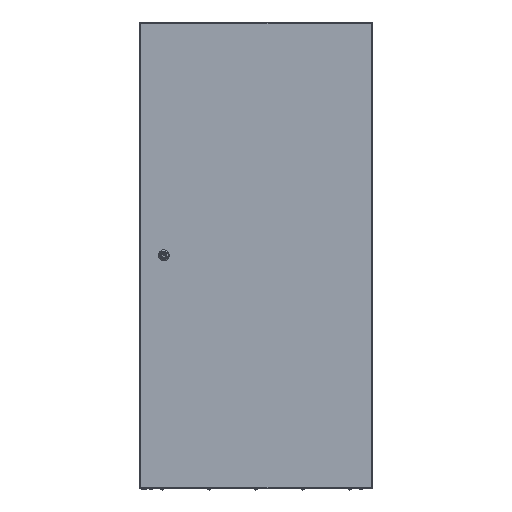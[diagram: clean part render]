
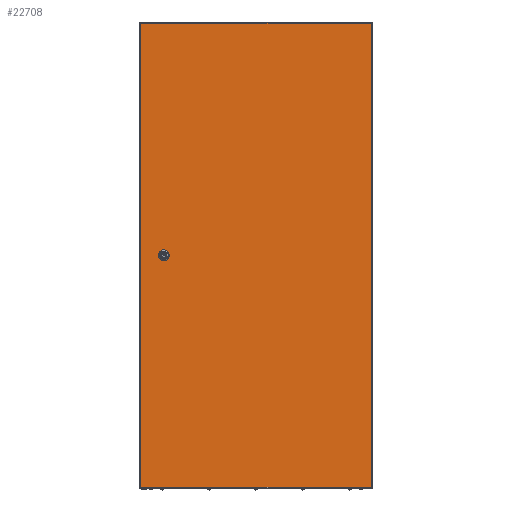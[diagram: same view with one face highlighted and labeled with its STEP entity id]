
A CAD part, top view. The second image highlights one B-rep face of the part: STEP entity #22708.
In plain terms, the highlighted planar face has unit normal (0, 0, 1).
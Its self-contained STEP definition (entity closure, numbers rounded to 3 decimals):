
#234 = VERTEX_POINT ( 'NONE', #84063 ) ;
#1430 = ORIENTED_EDGE ( 'NONE', *, *, #7387, .F. ) ;
#1628 = EDGE_LOOP ( 'NONE', ( #55258, #72940, #72972, #48972 ) ) ;
#2378 = DIRECTION ( 'NONE',  ( 0., -1., 0. ) ) ;
#2863 = ORIENTED_EDGE ( 'NONE', *, *, #59373, .F. ) ;
#3330 = VECTOR ( 'NONE', #26605, 1000. ) ;
#5673 = CARTESIAN_POINT ( 'NONE',  ( 2.87, 3., 17. ) ) ;
#7387 = EDGE_CURVE ( 'NONE', #46046, #25436, #65010, .T. ) ;
#7797 = VERTEX_POINT ( 'NONE', #84278 ) ;
#8102 = EDGE_CURVE ( 'NONE', #39055, #41051, #28876, .T. ) ;
#8931 = CARTESIAN_POINT ( 'NONE',  ( 52.82, 594.944, 17. ) ) ;
#11244 = DIRECTION ( 'NONE',  ( 0., 0., 1. ) ) ;
#11374 = DIRECTION ( 'NONE',  ( 1., 0., 0. ) ) ;
#11391 = DIRECTION ( 'NONE',  ( 0., 0., 1. ) ) ;
#12000 = DIRECTION ( 'NONE',  ( 0., 1., 0. ) ) ;
#12550 = CARTESIAN_POINT ( 'NONE',  ( 596.87, 3., 17. ) ) ;
#13068 = CARTESIAN_POINT ( 'NONE',  ( 72.92, 605.056, 17. ) ) ;
#14565 = DIRECTION ( 'NONE',  ( 0., 0., 1. ) ) ;
#14629 = CARTESIAN_POINT ( 'NONE',  ( 67.926, 589.95, 17. ) ) ;
#14851 = CARTESIAN_POINT ( 'NONE',  ( 596.87, 1197., 17. ) ) ;
#15281 = CARTESIAN_POINT ( 'NONE',  ( 52.82, 594.944, 17. ) ) ;
#15418 = VECTOR ( 'NONE', #40592, 1000. ) ;
#15685 = VECTOR ( 'NONE', #75670, 1000. ) ;
#17630 = CIRCLE ( 'NONE', #21767, 11.25 ) ;
#17889 = PLANE ( 'NONE',  #74183 ) ;
#19463 = EDGE_CURVE ( 'NONE', #7797, #46046, #84286, .T. ) ;
#20641 = DIRECTION ( 'NONE',  ( 0., 0., 1. ) ) ;
#21767 = AXIS2_PLACEMENT_3D ( 'NONE', #80389, #14565, #46405 ) ;
#22708 = ADVANCED_FACE ( 'NONE', ( #26543, #53164 ), #17889, .T. ) ;
#22970 = VERTEX_POINT ( 'NONE', #71414 ) ;
#23813 = EDGE_LOOP ( 'NONE', ( #1430, #62013, #43921, #41619, #57997, #2863, #75529, #42134 ) ) ;
#24561 = DIRECTION ( 'NONE',  ( 0., 0., 1. ) ) ;
#24578 = AXIS2_PLACEMENT_3D ( 'NONE', #30805, #11244, #83126 ) ;
#25436 = VERTEX_POINT ( 'NONE', #60804 ) ;
#26543 = FACE_BOUND ( 'NONE', #23813, .T. ) ;
#26605 = DIRECTION ( 'NONE',  ( -1., 0., 0. ) ) ;
#27622 = LINE ( 'NONE', #8931, #63055 ) ;
#28071 = DIRECTION ( 'NONE',  ( -1., 0., 0. ) ) ;
#28238 = EDGE_CURVE ( 'NONE', #32039, #30328, #68053, .T. ) ;
#28559 = VERTEX_POINT ( 'NONE', #56554 ) ;
#28876 = CIRCLE ( 'NONE', #51179, 11.25 ) ;
#30155 = AXIS2_PLACEMENT_3D ( 'NONE', #37645, #24561, #43365 ) ;
#30328 = VERTEX_POINT ( 'NONE', #73357 ) ;
#30805 = CARTESIAN_POINT ( 'NONE',  ( 62.87, 600., 17. ) ) ;
#32039 = VERTEX_POINT ( 'NONE', #12550 ) ;
#35752 = DIRECTION ( 'NONE',  ( 1., 0., 0. ) ) ;
#36751 = CARTESIAN_POINT ( 'NONE',  ( 57.814, 589.95, 17. ) ) ;
#37645 = CARTESIAN_POINT ( 'NONE',  ( 62.87, 600., 17. ) ) ;
#37737 = LINE ( 'NONE', #46884, #61317 ) ;
#37917 = DIRECTION ( 'NONE',  ( 1., 0., 0. ) ) ;
#39055 = VERTEX_POINT ( 'NONE', #15281 ) ;
#40592 = DIRECTION ( 'NONE',  ( 0., 1., 0. ) ) ;
#41051 = VERTEX_POINT ( 'NONE', #36751 ) ;
#41146 = DIRECTION ( 'NONE',  ( 1., 0., 0. ) ) ;
#41619 = ORIENTED_EDGE ( 'NONE', *, *, #45914, .F. ) ;
#42134 = ORIENTED_EDGE ( 'NONE', *, *, #75882, .F. ) ;
#42316 = LINE ( 'NONE', #55837, #68487 ) ;
#43365 = DIRECTION ( 'NONE',  ( 1., 0., 0. ) ) ;
#43921 = ORIENTED_EDGE ( 'NONE', *, *, #53603, .F. ) ;
#45811 = LINE ( 'NONE', #79790, #3330 ) ;
#45914 = EDGE_CURVE ( 'NONE', #41051, #73968, #42316, .T. ) ;
#46046 = VERTEX_POINT ( 'NONE', #13068 ) ;
#46405 = DIRECTION ( 'NONE',  ( 1., 0., 0. ) ) ;
#46884 = CARTESIAN_POINT ( 'NONE',  ( 2.87, 1197., 17. ) ) ;
#47544 = VECTOR ( 'NONE', #12000, 1000. ) ;
#48972 = ORIENTED_EDGE ( 'NONE', *, *, #56429, .T. ) ;
#51017 = CIRCLE ( 'NONE', #30155, 11.25 ) ;
#51179 = AXIS2_PLACEMENT_3D ( 'NONE', #53783, #20641, #41146 ) ;
#52928 = CARTESIAN_POINT ( 'NONE',  ( 72.92, 594.944, 17. ) ) ;
#53164 = FACE_OUTER_BOUND ( 'NONE', #1628, .T. ) ;
#53603 = EDGE_CURVE ( 'NONE', #73968, #7797, #17630, .T. ) ;
#53783 = CARTESIAN_POINT ( 'NONE',  ( 62.87, 600., 17. ) ) ;
#55258 = ORIENTED_EDGE ( 'NONE', *, *, #74077, .T. ) ;
#55837 = CARTESIAN_POINT ( 'NONE',  ( 67.926, 589.95, 17. ) ) ;
#56429 = EDGE_CURVE ( 'NONE', #30328, #234, #37737, .T. ) ;
#56554 = CARTESIAN_POINT ( 'NONE',  ( 52.82, 605.056, 17. ) ) ;
#56861 = CARTESIAN_POINT ( 'NONE',  ( 2.87, 1197., 17. ) ) ;
#57997 = ORIENTED_EDGE ( 'NONE', *, *, #8102, .F. ) ;
#59373 = EDGE_CURVE ( 'NONE', #28559, #39055, #27622, .T. ) ;
#59557 = VERTEX_POINT ( 'NONE', #69525 ) ;
#60804 = CARTESIAN_POINT ( 'NONE',  ( 67.926, 610.05, 17. ) ) ;
#61317 = VECTOR ( 'NONE', #28071, 1000. ) ;
#62013 = ORIENTED_EDGE ( 'NONE', *, *, #19463, .F. ) ;
#62146 = LINE ( 'NONE', #56861, #15685 ) ;
#63055 = VECTOR ( 'NONE', #2378, 1000. ) ;
#63274 = EDGE_CURVE ( 'NONE', #22970, #28559, #51017, .T. ) ;
#65010 = CIRCLE ( 'NONE', #24578, 11.25 ) ;
#68053 = LINE ( 'NONE', #14851, #15418 ) ;
#68487 = VECTOR ( 'NONE', #35752, 1000. ) ;
#69525 = CARTESIAN_POINT ( 'NONE',  ( 2.87, 3., 17. ) ) ;
#71083 = LINE ( 'NONE', #5673, #84019 ) ;
#71098 = CARTESIAN_POINT ( 'NONE',  ( 0., 0., 17. ) ) ;
#71414 = CARTESIAN_POINT ( 'NONE',  ( 57.814, 610.05, 17. ) ) ;
#72940 = ORIENTED_EDGE ( 'NONE', *, *, #84236, .T. ) ;
#72972 = ORIENTED_EDGE ( 'NONE', *, *, #28238, .T. ) ;
#73357 = CARTESIAN_POINT ( 'NONE',  ( 596.87, 1197., 17. ) ) ;
#73968 = VERTEX_POINT ( 'NONE', #14629 ) ;
#74077 = EDGE_CURVE ( 'NONE', #234, #59557, #62146, .T. ) ;
#74183 = AXIS2_PLACEMENT_3D ( 'NONE', #71098, #11391, #37917 ) ;
#75529 = ORIENTED_EDGE ( 'NONE', *, *, #63274, .F. ) ;
#75670 = DIRECTION ( 'NONE',  ( 0., -1., 0. ) ) ;
#75882 = EDGE_CURVE ( 'NONE', #25436, #22970, #45811, .T. ) ;
#79790 = CARTESIAN_POINT ( 'NONE',  ( 67.926, 610.05, 17. ) ) ;
#80389 = CARTESIAN_POINT ( 'NONE',  ( 62.87, 600., 17. ) ) ;
#83126 = DIRECTION ( 'NONE',  ( 1., 0., 0. ) ) ;
#84019 = VECTOR ( 'NONE', #11374, 1000. ) ;
#84063 = CARTESIAN_POINT ( 'NONE',  ( 2.87, 1197., 17. ) ) ;
#84236 = EDGE_CURVE ( 'NONE', #59557, #32039, #71083, .T. ) ;
#84278 = CARTESIAN_POINT ( 'NONE',  ( 72.92, 594.944, 17. ) ) ;
#84286 = LINE ( 'NONE', #52928, #47544 ) ;
